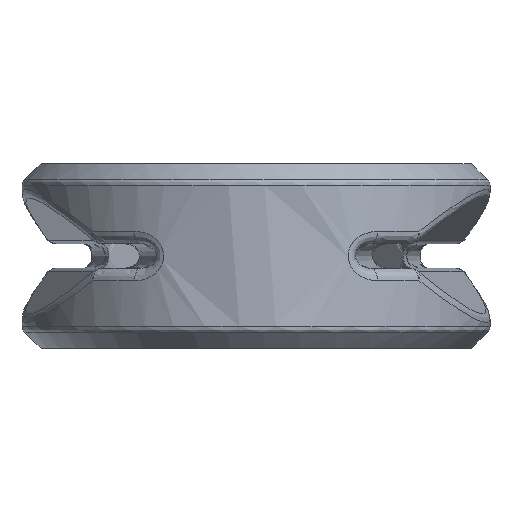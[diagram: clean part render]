
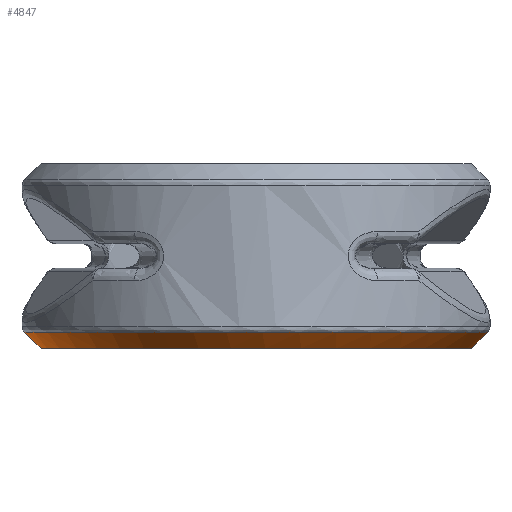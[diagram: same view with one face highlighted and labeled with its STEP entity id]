
A CAD part, front view. The second image highlights one B-rep face of the part: STEP entity #4847.
In plain terms, the highlighted free-form (B-spline) face has degree [2, 1] with [9, 2] control points.
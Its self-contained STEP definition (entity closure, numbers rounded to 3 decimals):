
#4798 = VERTEX_POINT('',#4799);
#4799 = CARTESIAN_POINT('',(27.086,0.,
    -8.942));
#4809 = EDGE_CURVE('',#4798,#4798,#4810,.T.);
#4810 = ( BOUNDED_CURVE() B_SPLINE_CURVE(2,(#4811,#4812,#4813,#4814,
#4815,#4816,#4817),.UNSPECIFIED.,.T.,.F.) B_SPLINE_CURVE_WITH_KNOTS((3,2
    ,2,3),(3.142,5.236,7.33,9.425),
.PIECEWISE_BEZIER_KNOTS.) CURVE() GEOMETRIC_REPRESENTATION_ITEM() 
RATIONAL_B_SPLINE_CURVE((1.,0.5,1.,0.5,1.,0.5,1.)) REPRESENTATION_ITEM(
  '') );
#4811 = CARTESIAN_POINT('',(27.086,0.,
    -8.942));
#4812 = CARTESIAN_POINT('',(27.086,46.914,
    -8.942));
#4813 = CARTESIAN_POINT('',(-13.543,23.457,
    -8.942));
#4814 = CARTESIAN_POINT('',(-54.172,0.,
    -8.942));
#4815 = CARTESIAN_POINT('',(-13.543,-23.457,
    -8.942));
#4816 = CARTESIAN_POINT('',(27.086,-46.914,
    -8.942));
#4817 = CARTESIAN_POINT('',(27.086,0.,
    -8.942));
#4847 = ADVANCED_FACE('',(#4848),#4869,.T.);
#4848 = FACE_BOUND('',#4849,.T.);
#4849 = EDGE_LOOP('',(#4850,#4862,#4867,#4868));
#4850 = ORIENTED_EDGE('',*,*,#4851,.T.);
#4851 = EDGE_CURVE('',#4852,#4852,#4854,.T.);
#4852 = VERTEX_POINT('',#4853);
#4853 = CARTESIAN_POINT('',(25.22,0.,
    -10.808));
#4854 = ( BOUNDED_CURVE() B_SPLINE_CURVE(2,(#4855,#4856,#4857,#4858,
#4859,#4860,#4861),.UNSPECIFIED.,.T.,.F.) B_SPLINE_CURVE_WITH_KNOTS((3,2
    ,2,3),(3.142,5.236,7.33,9.425),
.PIECEWISE_BEZIER_KNOTS.) CURVE() GEOMETRIC_REPRESENTATION_ITEM() 
RATIONAL_B_SPLINE_CURVE((1.,0.5,1.,0.5,1.,0.5,1.)) REPRESENTATION_ITEM(
  '') );
#4855 = CARTESIAN_POINT('',(25.22,0.,
    -10.808));
#4856 = CARTESIAN_POINT('',(25.22,43.682,
    -10.808));
#4857 = CARTESIAN_POINT('',(-12.61,21.841,
    -10.808));
#4858 = CARTESIAN_POINT('',(-50.439,0.,
    -10.808));
#4859 = CARTESIAN_POINT('',(-12.61,-21.841,
    -10.808));
#4860 = CARTESIAN_POINT('',(25.22,-43.682,
    -10.808));
#4861 = CARTESIAN_POINT('',(25.22,0.,
    -10.808));
#4862 = ORIENTED_EDGE('',*,*,#4863,.T.);
#4863 = EDGE_CURVE('',#4852,#4798,#4864,.T.);
#4864 = B_SPLINE_CURVE_WITH_KNOTS('',1,(#4865,#4866),.UNSPECIFIED.,.F.,
  .F.,(2,2),(-1.061,0.771),.PIECEWISE_BEZIER_KNOTS.);
#4865 = CARTESIAN_POINT('',(25.22,0.,
    -10.808));
#4866 = CARTESIAN_POINT('',(27.086,0.,
    -8.942));
#4867 = ORIENTED_EDGE('',*,*,#4809,.F.);
#4868 = ORIENTED_EDGE('',*,*,#4863,.F.);
#4869 = ( BOUNDED_SURFACE() B_SPLINE_SURFACE(2,1,(
    (#4870,#4871)
    ,(#4872,#4873)
    ,(#4874,#4875)
    ,(#4876,#4877)
    ,(#4878,#4879)
    ,(#4880,#4881)
    ,(#4882,#4883)
    ,(#4884,#4885)
    ,(#4886,#4887
)),.UNSPECIFIED.,.T.,.F.,.F.) B_SPLINE_SURFACE_WITH_KNOTS((3,2,2,2,3),(2
    ,2),(3.142,4.189,6.283,8.378,
    9.425),(-1.061,0.771),.UNSPECIFIED.) 
GEOMETRIC_REPRESENTATION_ITEM() RATIONAL_B_SPLINE_SURFACE((
    (0.75,0.75)
    ,(0.75,0.75)
    ,(1.,1.)
    ,(0.5,0.5)
    ,(1.,1.)
    ,(0.5,0.5)
    ,(1.,1.)
    ,(0.75,0.75)
,(0.75,0.75))) REPRESENTATION_ITEM('') SURFACE() );
#4870 = CARTESIAN_POINT('',(25.22,0.,
    -10.808));
#4871 = CARTESIAN_POINT('',(27.086,0.,
    -8.942));
#4872 = CARTESIAN_POINT('',(25.22,14.561,
    -10.808));
#4873 = CARTESIAN_POINT('',(27.086,15.638,
    -8.942));
#4874 = CARTESIAN_POINT('',(12.61,21.841,
    -10.808));
#4875 = CARTESIAN_POINT('',(13.543,23.457,
    -8.942));
#4876 = CARTESIAN_POINT('',(-25.22,43.682,
    -10.808));
#4877 = CARTESIAN_POINT('',(-27.086,46.914,
    -8.942));
#4878 = CARTESIAN_POINT('',(-25.22,0.,-10.808));
#4879 = CARTESIAN_POINT('',(-27.086,0.,-8.942));
#4880 = CARTESIAN_POINT('',(-25.22,-43.682,
    -10.808));
#4881 = CARTESIAN_POINT('',(-27.086,-46.914,
    -8.942));
#4882 = CARTESIAN_POINT('',(12.61,-21.841,
    -10.808));
#4883 = CARTESIAN_POINT('',(13.543,-23.457,
    -8.942));
#4884 = CARTESIAN_POINT('',(25.22,-14.561,
    -10.808));
#4885 = CARTESIAN_POINT('',(27.086,-15.638,
    -8.942));
#4886 = CARTESIAN_POINT('',(25.22,0.,
    -10.808));
#4887 = CARTESIAN_POINT('',(27.086,0.,
    -8.942));
